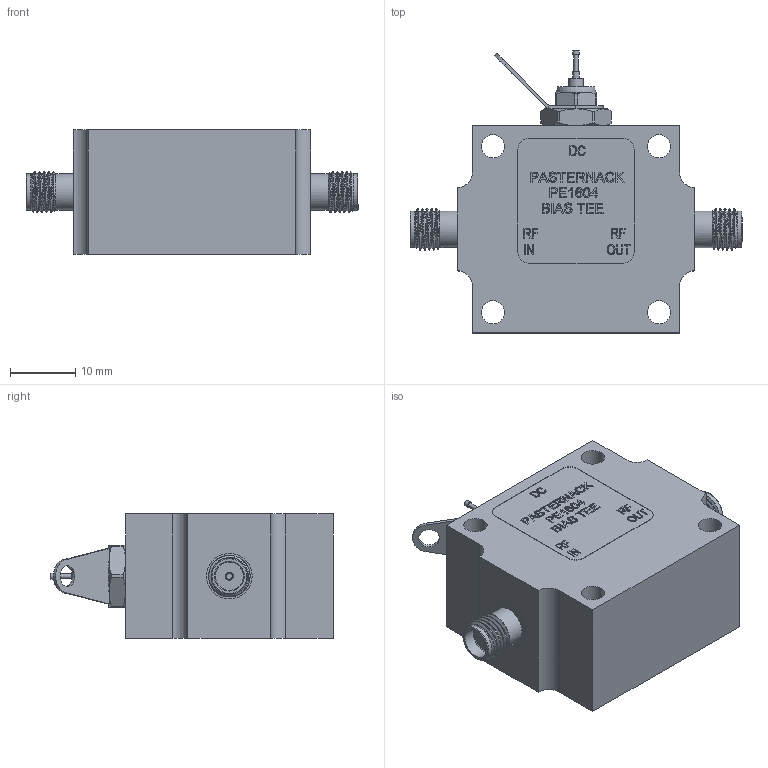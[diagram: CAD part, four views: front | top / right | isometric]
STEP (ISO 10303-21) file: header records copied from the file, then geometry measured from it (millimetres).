
FILE_DESCRIPTION (( 'STEP AP203' ), '1' );
FILE_NAME ('PE1604_3D.step', '2020-08-19T17:49:08', ( '' ), ( '' ), 'SwSTEP 2.0', 'SolidWorks 2018', '' );
FILE_SCHEMA (( 'CONFIG_CONTROL_DESIGN' ));
Length unit declared in the file: inch
Products named in the file (1): PE1604_3D
Bounding box: 50.8 x 43.18 x 19.1 mm (x, y, z)
Volume: 20324.4 mm3; surface area: 6193.8 mm2
Topology: 1 solids, 1 shells, 610 faces, 1594 edges, 1052 vertices
Faces by surface type: plane 383, bspline 149, cylinder 47, cone 28, torus 3
Full cylindrical faces by diameter (mm): 0.686 x1, 0.94 x4, 1.194 x2, 2.231 x1, 2.993 x1, 3.175 x1, 3.556 x4, 4.572 x2, 5.582 x4, 6.985 x2
Entity records: 28426 total; most frequent: CARTESIAN_POINT 14525, ORIENTED_EDGE 3114, DIRECTION 2257, EDGE_CURVE 1557, VECTOR 1065, LINE 1065, VERTEX_POINT 1042, EDGE_LOOP 713
